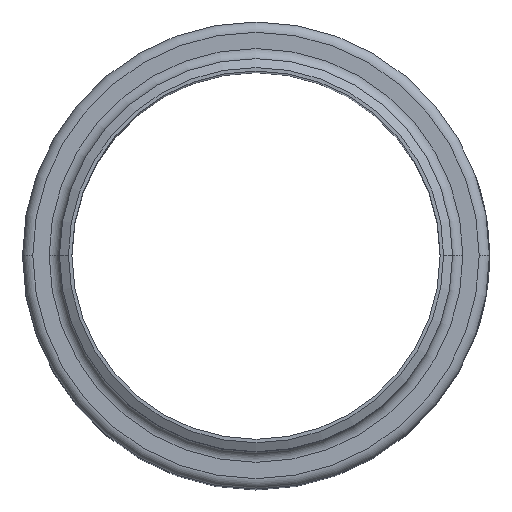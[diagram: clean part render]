
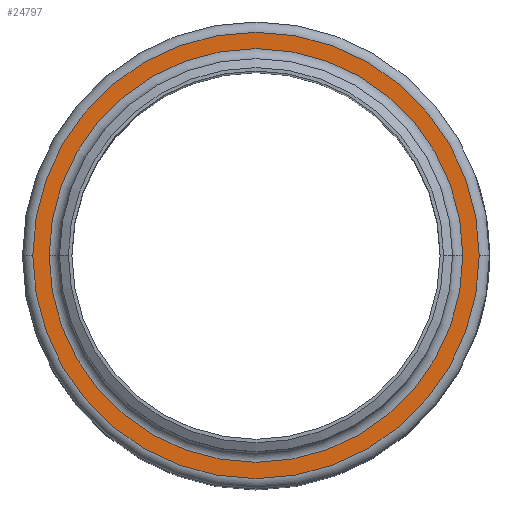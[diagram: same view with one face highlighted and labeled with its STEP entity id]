
A CAD part, top view. The second image highlights one B-rep face of the part: STEP entity #24797.
In plain terms, the highlighted planar face has unit normal (0, 0, 1).
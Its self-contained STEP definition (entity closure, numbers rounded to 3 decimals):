
#501 = EDGE_LOOP ( 'NONE', ( #21071, #26219 ) ) ;
#1222 = VERTEX_POINT ( 'NONE', #26069 ) ;
#1299 = CIRCLE ( 'NONE', #6869, 64.9 ) ;
#1420 = VERTEX_POINT ( 'NONE', #27366 ) ;
#2957 = CIRCLE ( 'NONE', #26031, 64.9 ) ;
#3228 = DIRECTION ( 'NONE',  ( 0., 0., -1. ) ) ;
#3411 = AXIS2_PLACEMENT_3D ( 'NONE', #24649, #22614, #7308 ) ;
#4052 = DIRECTION ( 'NONE',  ( 0., 0., 1. ) ) ;
#4625 = CARTESIAN_POINT ( 'NONE',  ( 0., 0., -50. ) ) ;
#5671 = FACE_OUTER_BOUND ( 'NONE', #11198, .T. ) ;
#6228 = DIRECTION ( 'NONE',  ( -1., 0., 0. ) ) ;
#6869 = AXIS2_PLACEMENT_3D ( 'NONE', #8689, #4052, #6228 ) ;
#7308 = DIRECTION ( 'NONE',  ( -1., 0., 0. ) ) ;
#7848 = FACE_BOUND ( 'NONE', #501, .T. ) ;
#8525 = CIRCLE ( 'NONE', #12225, 60.15 ) ;
#8689 = CARTESIAN_POINT ( 'NONE',  ( 0., 0., -50. ) ) ;
#9067 = CARTESIAN_POINT ( 'NONE',  ( -60.15, 0., -50. ) ) ;
#9749 = ORIENTED_EDGE ( 'NONE', *, *, #17813, .T. ) ;
#11198 = EDGE_LOOP ( 'NONE', ( #9749, #13045 ) ) ;
#11487 = CARTESIAN_POINT ( 'NONE',  ( 64.9, 0., -50. ) ) ;
#11624 = CARTESIAN_POINT ( 'NONE',  ( 0., 0., -50. ) ) ;
#12149 = EDGE_CURVE ( 'NONE', #1420, #14247, #13576, .T. ) ;
#12225 = AXIS2_PLACEMENT_3D ( 'NONE', #11624, #16098, #25471 ) ;
#13045 = ORIENTED_EDGE ( 'NONE', *, *, #28346, .T. ) ;
#13450 = DIRECTION ( 'NONE',  ( 0., 0., 1. ) ) ;
#13576 = CIRCLE ( 'NONE', #3411, 60.15 ) ;
#14247 = VERTEX_POINT ( 'NONE', #9067 ) ;
#16098 = DIRECTION ( 'NONE',  ( 0., 0., -1. ) ) ;
#17813 = EDGE_CURVE ( 'NONE', #1222, #26425, #2957, .T. ) ;
#19344 = EDGE_CURVE ( 'NONE', #14247, #1420, #8525, .T. ) ;
#19794 = DIRECTION ( 'NONE',  ( -1., 0., 0. ) ) ;
#21071 = ORIENTED_EDGE ( 'NONE', *, *, #19344, .T. ) ;
#22614 = DIRECTION ( 'NONE',  ( 0., 0., -1. ) ) ;
#23301 = DIRECTION ( 'NONE',  ( -1., 0., 0. ) ) ;
#24649 = CARTESIAN_POINT ( 'NONE',  ( 0., 0., -50. ) ) ;
#24797 = ADVANCED_FACE ( 'NONE', ( #7848, #5671 ), #27643, .F. ) ;
#25038 = CARTESIAN_POINT ( 'NONE',  ( 0., 57.15, -50. ) ) ;
#25471 = DIRECTION ( 'NONE',  ( -1., 0., 0. ) ) ;
#26031 = AXIS2_PLACEMENT_3D ( 'NONE', #4625, #13450, #19794 ) ;
#26069 = CARTESIAN_POINT ( 'NONE',  ( -64.9, 0., -50. ) ) ;
#26219 = ORIENTED_EDGE ( 'NONE', *, *, #12149, .T. ) ;
#26425 = VERTEX_POINT ( 'NONE', #11487 ) ;
#27366 = CARTESIAN_POINT ( 'NONE',  ( 60.15, 0., -50. ) ) ;
#27560 = AXIS2_PLACEMENT_3D ( 'NONE', #25038, #3228, #23301 ) ;
#27643 = PLANE ( 'NONE',  #27560 ) ;
#28346 = EDGE_CURVE ( 'NONE', #26425, #1222, #1299, .T. ) ;
